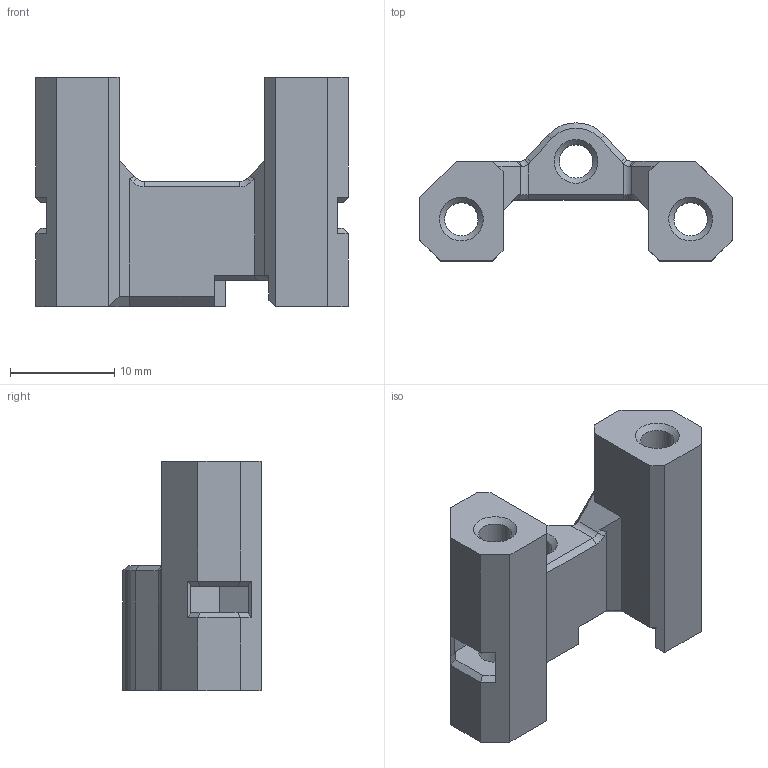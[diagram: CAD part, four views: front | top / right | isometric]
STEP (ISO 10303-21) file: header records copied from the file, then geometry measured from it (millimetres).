
FILE_DESCRIPTION(/* description */ (''),/* implementation_level */ '2;1');
FILE_NAME(/* name */ 'cable_holder_base.step',/* time_stamp */ '2020-10-26T21:24:48+07:00',/* author */ (''),/* organization */ (''),/* preprocessor_version */ 'ST-DEVELOPER v18.1',/* originating_system */ 'Autodesk Translation Framework v9.3.0.1241',/* authorisation */ '');
FILE_SCHEMA (('AUTOMOTIVE_DESIGN { 1 0 10303 214 3 1 1 }'));
Length unit declared in the file: millimetre
Products named in the file (1): Bondtech Cable Holder Base
Bounding box: 30 x 13.26 x 22 mm (x, y, z)
Volume: 3158.8 mm3; surface area: 2601 mm2
Topology: 1 solids, 1 shells, 106 faces, 279 edges, 175 vertices
Faces by surface type: plane 83, cylinder 10, cone 7, bspline 6
Full cylindrical faces by diameter (mm): 3.2 x5
Entity records: 3455 total; most frequent: CARTESIAN_POINT 801, ORIENTED_EDGE 558, DIRECTION 502, EDGE_CURVE 279, LINE 244, VECTOR 244, VERTEX_POINT 175, AXIS2_PLACEMENT_3D 129
